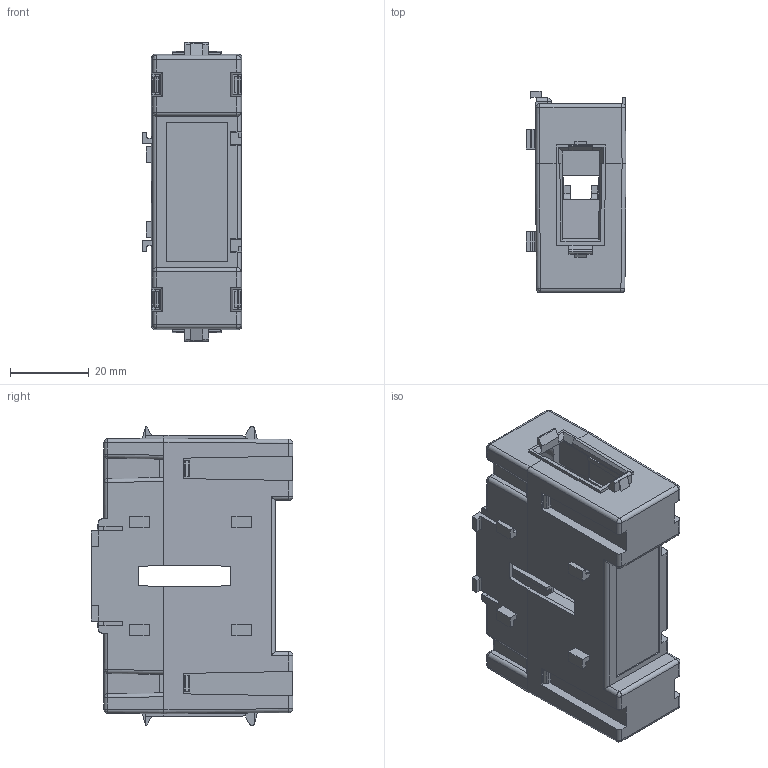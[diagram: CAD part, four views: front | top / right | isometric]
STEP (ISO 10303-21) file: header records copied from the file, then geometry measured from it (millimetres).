
FILE_DESCRIPTION (( 'STEP AP214' ), '1' );
FILE_NAME ('SK2-V.step', '2020-05-11T19:12:07', ( '' ), ( '' ), 'SwSTEP 2.0', 'SolidWorks 2019', '' );
FILE_SCHEMA (( 'AUTOMOTIVE_DESIGN' ));
Length unit declared in the file: inch
Products named in the file (2): SK2-V
Bounding box: 25.4 x 51.25 x 76 mm (x, y, z)
Volume: 25877.2 mm3; surface area: 35053.2 mm2
Topology: 1 solids, 1 shells, 825 faces, 2342 edges, 1496 vertices
Faces by surface type: plane 656, cylinder 85, cone 63, bspline 21
Entity records: 26598 total; most frequent: CARTESIAN_POINT 5473, ORIENTED_EDGE 4676, DIRECTION 4016, EDGE_CURVE 2338, VECTOR 1962, LINE 1962, VERTEX_POINT 1496, AXIS2_PLACEMENT_3D 1027
